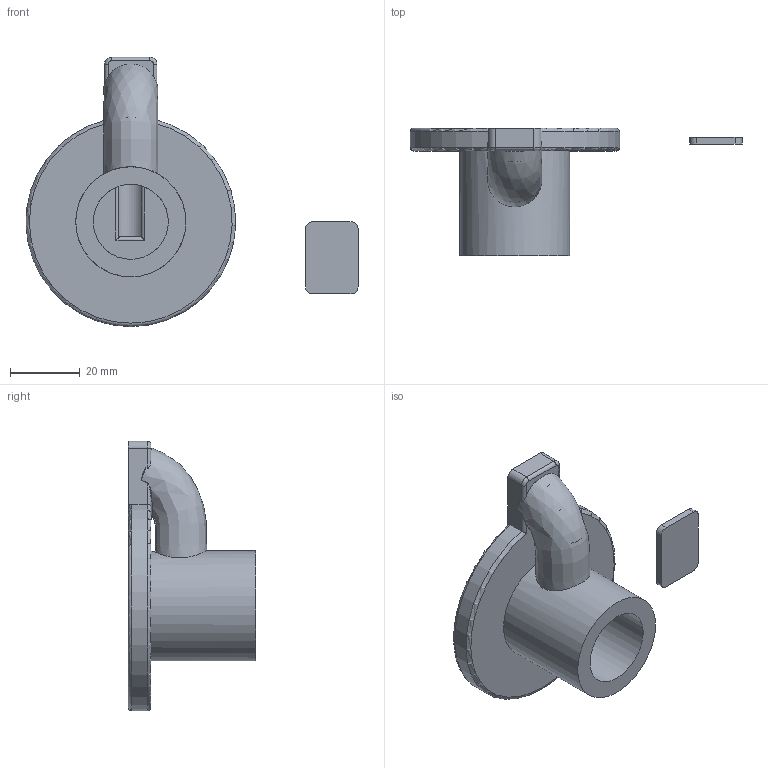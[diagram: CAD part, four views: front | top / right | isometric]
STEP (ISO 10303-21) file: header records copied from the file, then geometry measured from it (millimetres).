
FILE_DESCRIPTION(/* description */ (''),/* implementation_level */ '2;1');
FILE_NAME(/* name */ 'MOUNT.step',/* time_stamp */ '2025-12-04T18:55:41-08:00',/* author */ (''),/* organization */ (''),/* preprocessor_version */ 'ST-DEVELOPER v20.1',/* originating_system */ 'Autodesk Translation Framework v14.21.0.0',/* authorisation */ '');
FILE_SCHEMA (('AUTOMOTIVE_DESIGN { 1 0 10303 214 3 1 1 }'));
Length unit declared in the file: millimetre
Products named in the file (1): 2025-11-25-14-49-40-763
Bounding box: 94.97 x 36.5 x 77.05 mm (x, y, z)
Volume: 23093.1 mm3; surface area: 15652.4 mm2
Topology: 2 solids, 2 shells, 82 faces, 226 edges, 146 vertices
Faces by surface type: plane 27, cylinder 26, bspline 17, cone 8, torus 4
Full cylindrical faces by diameter (mm): 10 x1, 21.5 x1, 31.5 x1
Entity records: 3764 total; most frequent: CARTESIAN_POINT 1791, ORIENTED_EDGE 452, DIRECTION 343, EDGE_CURVE 226, VERTEX_POINT 146, AXIS2_PLACEMENT_3D 137, EDGE_LOOP 86, B_SPLINE_CURVE_WITH_KNOTS 86
